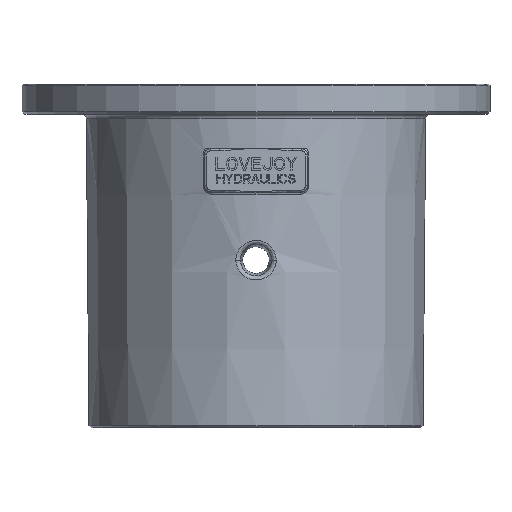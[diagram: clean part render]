
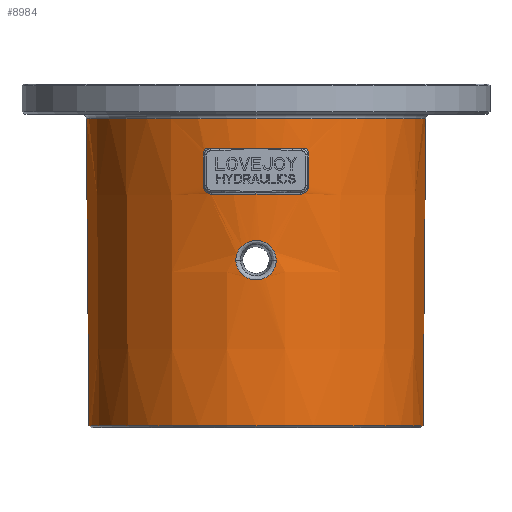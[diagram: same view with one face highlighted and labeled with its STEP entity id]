
A CAD part, left-side view. The second image highlights one B-rep face of the part: STEP entity #8984.
In plain terms, the highlighted conical face has half-angle 0.5 degrees and reference radius 62.229 mm.
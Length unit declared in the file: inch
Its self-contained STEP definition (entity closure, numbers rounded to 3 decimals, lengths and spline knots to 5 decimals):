
#126=CARTESIAN_POINT('',(-2.43385,-0.29357,
-2.62045));
#127=CARTESIAN_POINT('',(-2.43365,-0.29356,
-2.64345));
#128=CARTESIAN_POINT('',(-2.43392,-0.28814,
-2.68823));
#129=CARTESIAN_POINT('',(-2.43621,-0.26335,
-2.75386));
#130=CARTESIAN_POINT('',(-2.43977,-0.22338,
-2.8115));
#131=CARTESIAN_POINT('',(-2.44375,-0.17003,
-2.85861));
#132=CARTESIAN_POINT('',(-2.44712,-0.10643,
-2.89181));
#133=CARTESIAN_POINT('',(-2.44905,-0.03652,
-2.90897));
#134=CARTESIAN_POINT('',(-2.44907,0.03554,
-2.90911));
#135=CARTESIAN_POINT('',(-2.44715,0.10585,
-2.89205));
#136=CARTESIAN_POINT('',(-2.44377,0.16965,
-2.85889));
#137=CARTESIAN_POINT('',(-2.43979,0.22323,
-2.8117));
#138=CARTESIAN_POINT('',(-2.43621,0.26334,
-2.75389));
#139=CARTESIAN_POINT('',(-2.43392,0.28812,
-2.68829));
#140=CARTESIAN_POINT('',(-2.43365,0.29356,
-2.64347));
#141=CARTESIAN_POINT('',(-2.43385,0.29357,
-2.62045));
#143=CARTESIAN_POINT('',(-2.43385,0.29357,
-2.62045));
#144=CARTESIAN_POINT('',(-2.43406,0.29357,
-2.59742));
#145=CARTESIAN_POINT('',(-2.43511,0.28816,
-2.55259));
#146=CARTESIAN_POINT('',(-2.43855,0.26334,
-2.48686));
#147=CARTESIAN_POINT('',(-2.44313,0.22329,
-2.42914));
#148=CARTESIAN_POINT('',(-2.44793,0.16987,
-2.38203));
#149=CARTESIAN_POINT('',(-2.45187,0.10628,
-2.34889));
#150=CARTESIAN_POINT('',(-2.45409,0.03642,
-2.33177));
#151=CARTESIAN_POINT('',(-2.45411,-0.03549,
-2.33164));
#152=CARTESIAN_POINT('',(-2.4519,-0.10572,
-2.34865));
#153=CARTESIAN_POINT('',(-2.44795,-0.16952,
-2.38177));
#154=CARTESIAN_POINT('',(-2.44315,-0.22316,-2.42896));
#155=CARTESIAN_POINT('',(-2.43855,-0.26334,
-2.48684));
#156=CARTESIAN_POINT('',(-2.43511,-0.28815,
-2.55257));
#157=CARTESIAN_POINT('',(-2.43406,-0.29357,
-2.59741));
#158=CARTESIAN_POINT('',(-2.43385,-0.29357,
-2.62045));
#160=CARTESIAN_POINT('',(-2.34129,-0.77062,
-1.08974));
#161=CARTESIAN_POINT('',(-2.34137,-0.77062,
-1.08125));
#162=CARTESIAN_POINT('',(-2.3421,-0.76887,
-1.06466));
#163=CARTESIAN_POINT('',(-2.34484,-0.76118,
-1.04056));
#164=CARTESIAN_POINT('',(-2.34913,-0.7485,
-1.0184));
#165=CARTESIAN_POINT('',(-2.3528,-0.73721,
-1.00579));
#166=CARTESIAN_POINT('',(-2.35485,-0.73077,
-1.));
#168=CARTESIAN_POINT('',(-2.35485,0.73078,-1.));
#169=CARTESIAN_POINT('',(-2.35279,0.73724,
-1.0058));
#170=CARTESIAN_POINT('',(-2.34911,0.74854,
-1.01846));
#171=CARTESIAN_POINT('',(-2.34481,0.76125,
-1.04069));
#172=CARTESIAN_POINT('',(-2.34208,0.76891,
-1.06487));
#173=CARTESIAN_POINT('',(-2.34137,0.77062,
-1.08134));
#174=CARTESIAN_POINT('',(-2.34129,0.77062,
-1.08974));
#176=DIRECTION('',(0.009,0.,-1.));
#177=VECTOR('',#176,0.45002);
#178=CARTESIAN_POINT('',(-2.34129,0.77062,
-1.08974));
#179=LINE('',#178,#177);
#180=CARTESIAN_POINT('',(-2.33716,0.77061,
-1.53974));
#181=CARTESIAN_POINT('',(-2.33706,0.77061,
-1.55019));
#182=CARTESIAN_POINT('',(-2.33774,0.768,
-1.5704));
#183=CARTESIAN_POINT('',(-2.34126,0.75644,
-1.59944));
#184=CARTESIAN_POINT('',(-2.34702,0.7377,
-1.62468));
#185=CARTESIAN_POINT('',(-2.3545,0.71292,
-1.64438));
#186=CARTESIAN_POINT('',(-2.36316,0.68333,
-1.65694));
#187=CARTESIAN_POINT('',(-2.36894,0.66275,
-1.65974));
#188=CARTESIAN_POINT('',(-2.37189,0.65205,
-1.65974));
#190=CARTESIAN_POINT('',(-2.37189,-0.65205,
-1.65974));
#191=CARTESIAN_POINT('',(-2.36891,-0.66287,
-1.65974));
#192=CARTESIAN_POINT('',(-2.36307,-0.68362,
-1.65686));
#193=CARTESIAN_POINT('',(-2.35444,-0.71313,
-1.64426));
#194=CARTESIAN_POINT('',(-2.34695,-0.73792,
-1.62445));
#195=CARTESIAN_POINT('',(-2.34122,-0.75657,
-1.59922));
#196=CARTESIAN_POINT('',(-2.33772,-0.76808,
-1.57004));
#197=CARTESIAN_POINT('',(-2.33707,-0.77061,
-1.55004));
#198=CARTESIAN_POINT('',(-2.33716,-0.77061,
-1.53974));
#200=DIRECTION('',(-0.009,0.,1.));
#201=VECTOR('',#200,0.45002);
#202=CARTESIAN_POINT('',(-2.33716,-0.77061,
-1.53974));
#203=LINE('',#202,#201);
#204=CARTESIAN_POINT('',(0.,0.,-5.02974));
#205=DIRECTION('',(0.,0.,1.));
#206=DIRECTION('',(0.,1.,0.));
#207=AXIS2_PLACEMENT_3D('',#204,#205,#206);
#209=CARTESIAN_POINT('',(0.,0.,-0.55948));
#210=DIRECTION('',(0.,0.,1.));
#211=DIRECTION('',(0.,1.,0.));
#212=AXIS2_PLACEMENT_3D('',#209,#210,#211);
#1128=DIRECTION('',(0.,-0.009,1.));
#1129=VECTOR('',#1128,4.47043);
#1130=CARTESIAN_POINT('',(0.,-2.43047,-5.02974));
#1131=LINE('',#1130,#1129);
#1137=DIRECTION('',(0.,-0.009,-1.));
#1138=VECTOR('',#1137,4.47043);
#1139=CARTESIAN_POINT('',(0.,2.46948,-0.55948));
#1140=LINE('',#1139,#1138);
#2275=CARTESIAN_POINT('',(0.,0.,-1.));
#2276=DIRECTION('',(0.,0.,1.));
#2277=DIRECTION('',(-0.955,0.296,0.));
#2278=AXIS2_PLACEMENT_3D('',#2275,#2276,#2277);
#6871=CARTESIAN_POINT('',(0.,0.,-1.65974));
#6872=DIRECTION('',(0.,0.,-1.));
#6873=DIRECTION('',(-0.964,-0.265,0.));
#6874=AXIS2_PLACEMENT_3D('',#6871,#6872,#6873);
#7024=VERTEX_POINT('',#126);
#7025=VERTEX_POINT('',#141);
#7032=VERTEX_POINT('',#190);
#7033=VERTEX_POINT('',#198);
#7036=CARTESIAN_POINT('',(-2.34129,-0.77062,
-1.08974));
#7037=VERTEX_POINT('',#7036);
#7039=VERTEX_POINT('',#180);
#7040=VERTEX_POINT('',#188);
#7043=CARTESIAN_POINT('',(-2.34129,0.77062,
-1.08974));
#7044=VERTEX_POINT('',#7043);
#8637=CARTESIAN_POINT('',(0.,2.46948,-0.55948));
#8639=VERTEX_POINT('',#8637);
#8641=CARTESIAN_POINT('',(0.,-2.46948,-0.55948));
#8643=VERTEX_POINT('',#8641);
#8720=CARTESIAN_POINT('',(0.,2.43047,-5.02974));
#8721=CARTESIAN_POINT('',(0.,-2.43047,-5.02974));
#8722=VERTEX_POINT('',#8720);
#8723=VERTEX_POINT('',#8721);
#8732=CARTESIAN_POINT('',(-2.35485,0.73078,
-1.));
#8733=CARTESIAN_POINT('',(-2.35485,-0.73077,
-1.));
#8734=VERTEX_POINT('',#8732);
#8735=VERTEX_POINT('',#8733);
#8946=CARTESIAN_POINT('',(0.,0.,-2.79461));
#8947=DIRECTION('',(0.,0.,1.));
#8948=DIRECTION('',(0.,1.,0.));
#8949=AXIS2_PLACEMENT_3D('',#8946,#8947,#8948);
#8950=CONICAL_SURFACE('',#8949,2.44998,0.5);
#8952=ORIENTED_EDGE('',*,*,#8951,.F.);
#8954=ORIENTED_EDGE('',*,*,#8953,.F.);
#8955=ORIENTED_EDGE('',*,*,#8941,.T.);
#8957=ORIENTED_EDGE('',*,*,#8956,.F.);
#8958=EDGE_LOOP('',(#8952,#8954,#8955,#8957));
#8959=FACE_OUTER_BOUND('',#8958,.F.);
#8961=ORIENTED_EDGE('',*,*,#8960,.T.);
#8963=ORIENTED_EDGE('',*,*,#8962,.F.);
#8965=ORIENTED_EDGE('',*,*,#8964,.T.);
#8967=ORIENTED_EDGE('',*,*,#8966,.T.);
#8969=ORIENTED_EDGE('',*,*,#8968,.T.);
#8971=ORIENTED_EDGE('',*,*,#8970,.F.);
#8973=ORIENTED_EDGE('',*,*,#8972,.T.);
#8975=ORIENTED_EDGE('',*,*,#8974,.T.);
#8976=EDGE_LOOP('',(#8961,#8963,#8965,#8967,#8969,#8971,#8973,#8975));
#8977=FACE_BOUND('',#8976,.F.);
#8979=ORIENTED_EDGE('',*,*,#8978,.F.);
#8981=ORIENTED_EDGE('',*,*,#8980,.F.);
#8982=EDGE_LOOP('',(#8979,#8981));
#8983=FACE_BOUND('',#8982,.F.);
#8984=ADVANCED_FACE('',(#8959,#8977,#8983),#8950,.T.);
#142=B_SPLINE_CURVE_WITH_KNOTS('',3,(#126,#127,#128,#129,#130,#131,#132,#133,
#134,#135,#136,#137,#138,#139,#140,#141),.UNSPECIFIED.,.F.,.F.,(4,1,1,1,1,1,1,1,
1,1,1,1,1,4),(0.,0.07692,0.15385,0.23077,
0.30769,0.38462,0.46154,0.53846,
0.61538,0.69231,0.76923,0.84615,
0.92308,1.),.UNSPECIFIED.);
#159=B_SPLINE_CURVE_WITH_KNOTS('',3,(#143,#144,#145,#146,#147,#148,#149,#150,
#151,#152,#153,#154,#155,#156,#157,#158),.UNSPECIFIED.,.F.,.F.,(4,1,1,1,1,1,1,1,
1,1,1,1,1,4),(0.,0.07692,0.15385,0.23077,
0.30769,0.38462,0.46154,0.53846,
0.61538,0.69231,0.76923,0.84615,
0.92308,1.),.UNSPECIFIED.);
#167=B_SPLINE_CURVE_WITH_KNOTS('',3,(#160,#161,#162,#163,#164,#165,#166),
.UNSPECIFIED.,.F.,.F.,(4,1,1,1,4),(0.,0.25,0.5,0.75,1.),
.UNSPECIFIED.);
#175=B_SPLINE_CURVE_WITH_KNOTS('',3,(#168,#169,#170,#171,#172,#173,#174),
.UNSPECIFIED.,.F.,.F.,(4,1,1,1,4),(0.,0.25,0.5,0.75,1.),
.UNSPECIFIED.);
#189=B_SPLINE_CURVE_WITH_KNOTS('',3,(#180,#181,#182,#183,#184,#185,#186,#187,
#188),.UNSPECIFIED.,.F.,.F.,(4,1,1,1,1,1,4),(0.,0.16667,
0.33333,0.5,0.66667,0.83333,1.),
.UNSPECIFIED.);
#199=B_SPLINE_CURVE_WITH_KNOTS('',3,(#190,#191,#192,#193,#194,#195,#196,#197,
#198),.UNSPECIFIED.,.F.,.F.,(4,1,1,1,1,1,4),(0.,0.16667,
0.33333,0.5,0.66667,0.83333,1.),
.UNSPECIFIED.);
#208=CIRCLE('',#207,2.43047);
#213=CIRCLE('',#212,2.46948);
#2279=CIRCLE('',#2278,2.46564);
#6875=CIRCLE('',#6874,2.45988);
#8941=EDGE_CURVE('',#8639,#8643,#213,.T.);
#8951=EDGE_CURVE('',#8722,#8723,#208,.T.);
#8953=EDGE_CURVE('',#8639,#8722,#1140,.T.);
#8956=EDGE_CURVE('',#8723,#8643,#1131,.T.);
#8960=EDGE_CURVE('',#7037,#8735,#167,.T.);
#8962=EDGE_CURVE('',#8734,#8735,#2279,.T.);
#8964=EDGE_CURVE('',#8734,#7044,#175,.T.);
#8966=EDGE_CURVE('',#7044,#7039,#179,.T.);
#8968=EDGE_CURVE('',#7039,#7040,#189,.T.);
#8970=EDGE_CURVE('',#7032,#7040,#6875,.T.);
#8972=EDGE_CURVE('',#7032,#7033,#199,.T.);
#8974=EDGE_CURVE('',#7033,#7037,#203,.T.);
#8978=EDGE_CURVE('',#7024,#7025,#142,.T.);
#8980=EDGE_CURVE('',#7025,#7024,#159,.T.);
